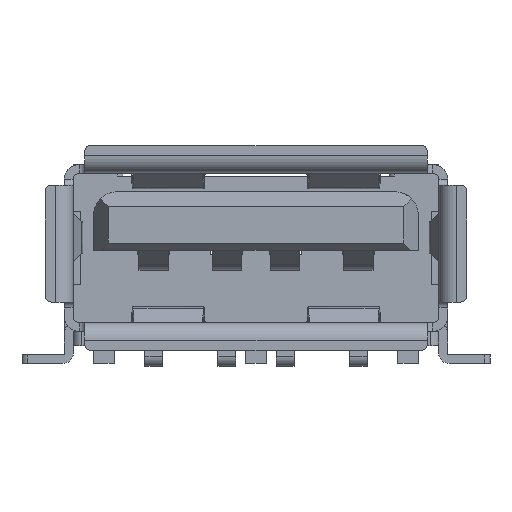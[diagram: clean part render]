
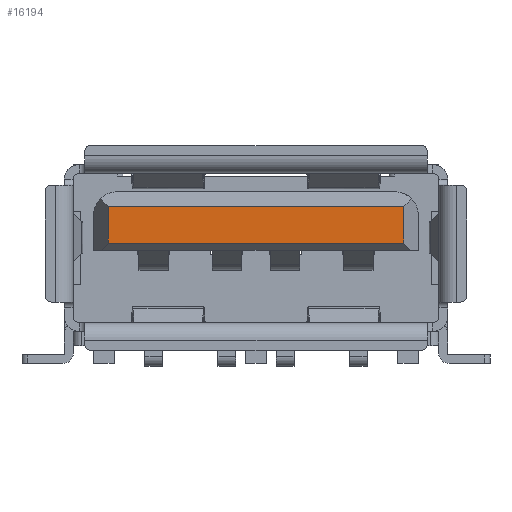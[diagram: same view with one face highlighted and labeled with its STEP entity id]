
A CAD part, front view. The second image highlights one B-rep face of the part: STEP entity #16194.
In plain terms, the highlighted planar face has unit normal (0, -1, 0).
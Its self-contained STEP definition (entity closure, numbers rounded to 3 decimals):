
#881=FACE_OUTER_BOUND('',#1724,.T.);
#1724=EDGE_LOOP('',(#11105,#11106,#11107,#11108));
#3236=LINE('',#23413,#4929);
#3237=LINE('',#23415,#4930);
#3238=LINE('',#23417,#4931);
#3239=LINE('',#23418,#4932);
#4929=VECTOR('',#19144,1.);
#4930=VECTOR('',#19145,1.);
#4931=VECTOR('',#19146,1.);
#4932=VECTOR('',#19147,1.);
#6526=VERTEX_POINT('',#23411);
#6527=VERTEX_POINT('',#23412);
#6528=VERTEX_POINT('',#23414);
#6529=VERTEX_POINT('',#23416);
#8250=EDGE_CURVE('',#6526,#6527,#3236,.T.);
#8251=EDGE_CURVE('',#6528,#6526,#3237,.T.);
#8252=EDGE_CURVE('',#6529,#6528,#3238,.T.);
#8253=EDGE_CURVE('',#6527,#6529,#3239,.T.);
#11105=ORIENTED_EDGE('',*,*,#8250,.F.);
#11106=ORIENTED_EDGE('',*,*,#8251,.F.);
#11107=ORIENTED_EDGE('',*,*,#8252,.F.);
#11108=ORIENTED_EDGE('',*,*,#8253,.F.);
#14860=PLANE('',#17165);
#16194=ADVANCED_FACE('',(#881),#14860,.T.);
#17165=AXIS2_PLACEMENT_3D('',#23410,#19142,#19143);
#19142=DIRECTION('center_axis',(0.,-1.,0.));
#19143=DIRECTION('ref_axis',(1.,0.,0.));
#19144=DIRECTION('',(0.,0.,-1.));
#19145=DIRECTION('',(1.,0.,0.));
#19146=DIRECTION('',(0.,0.,1.));
#19147=DIRECTION('',(-1.,0.,0.));
#23410=CARTESIAN_POINT('Origin',(0.,-6.859,4.05));
#23411=CARTESIAN_POINT('',(5.05,-6.859,5.468));
#23412=CARTESIAN_POINT('',(5.05,-6.859,4.218));
#23413=CARTESIAN_POINT('',(5.05,-6.859,4.05));
#23414=CARTESIAN_POINT('',(-5.05,-6.859,5.468));
#23415=CARTESIAN_POINT('',(0.,-6.859,5.468));
#23416=CARTESIAN_POINT('',(-5.05,-6.859,4.218));
#23417=CARTESIAN_POINT('',(-5.05,-6.859,4.05));
#23418=CARTESIAN_POINT('',(0.,-6.859,4.218));
